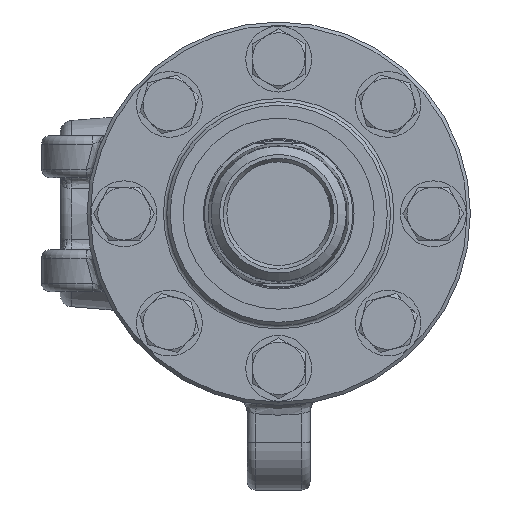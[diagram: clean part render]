
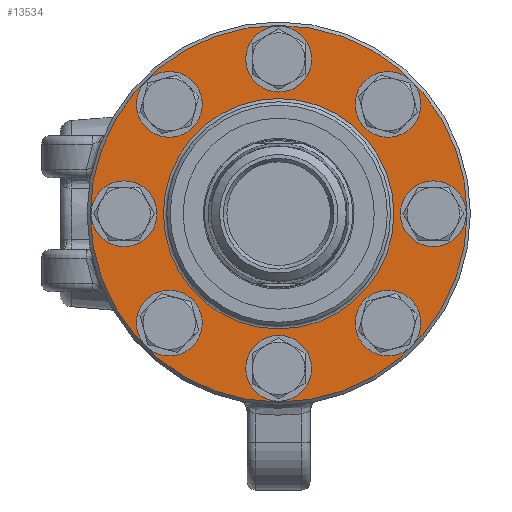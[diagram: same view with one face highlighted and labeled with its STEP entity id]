
A CAD part, left-side view. The second image highlights one B-rep face of the part: STEP entity #13534.
In plain terms, the highlighted planar face has unit normal (-1, 0, 0).
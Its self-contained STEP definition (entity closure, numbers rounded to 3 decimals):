
#2909=FACE_BOUND('',#3921,.T.);
#2910=FACE_BOUND('',#3922,.T.);
#2911=FACE_BOUND('',#3923,.T.);
#2912=FACE_BOUND('',#3924,.T.);
#2913=FACE_BOUND('',#3925,.T.);
#2914=FACE_BOUND('',#3926,.T.);
#2915=FACE_BOUND('',#3927,.T.);
#2916=FACE_BOUND('',#3928,.T.);
#2917=FACE_BOUND('',#3929,.T.);
#3084=FACE_OUTER_BOUND('',#3920,.T.);
#3920=EDGE_LOOP('',(#8950));
#3921=EDGE_LOOP('',(#8951));
#3922=EDGE_LOOP('',(#8952));
#3923=EDGE_LOOP('',(#8953));
#3924=EDGE_LOOP('',(#8954));
#3925=EDGE_LOOP('',(#8955,#8956));
#3926=EDGE_LOOP('',(#8957));
#3927=EDGE_LOOP('',(#8958));
#3928=EDGE_LOOP('',(#8959));
#3929=EDGE_LOOP('',(#8960));
#4839=CIRCLE('',#14524,7.938);
#4840=CIRCLE('',#14526,45.45);
#4841=CIRCLE('',#14527,7.938);
#4842=CIRCLE('',#14528,7.938);
#4843=CIRCLE('',#14529,7.938);
#4844=CIRCLE('',#14530,7.938);
#4845=CIRCLE('',#14531,27.8);
#4846=CIRCLE('',#14532,27.8);
#4847=CIRCLE('',#14533,7.938);
#4848=CIRCLE('',#14534,7.938);
#4849=CIRCLE('',#14535,7.938);
#5355=VERTEX_POINT('',#19218);
#5356=VERTEX_POINT('',#19222);
#5357=VERTEX_POINT('',#19224);
#5358=VERTEX_POINT('',#19226);
#5359=VERTEX_POINT('',#19228);
#5360=VERTEX_POINT('',#19230);
#5361=VERTEX_POINT('',#19232);
#5362=VERTEX_POINT('',#19233);
#5363=VERTEX_POINT('',#19236);
#5364=VERTEX_POINT('',#19238);
#5365=VERTEX_POINT('',#19240);
#6726=EDGE_CURVE('',#5355,#5355,#4839,.T.);
#6728=EDGE_CURVE('',#5356,#5356,#4840,.T.);
#6729=EDGE_CURVE('',#5357,#5357,#4841,.T.);
#6730=EDGE_CURVE('',#5358,#5358,#4842,.T.);
#6731=EDGE_CURVE('',#5359,#5359,#4843,.T.);
#6732=EDGE_CURVE('',#5360,#5360,#4844,.T.);
#6733=EDGE_CURVE('',#5361,#5362,#4845,.T.);
#6734=EDGE_CURVE('',#5362,#5361,#4846,.T.);
#6735=EDGE_CURVE('',#5363,#5363,#4847,.T.);
#6736=EDGE_CURVE('',#5364,#5364,#4848,.T.);
#6737=EDGE_CURVE('',#5365,#5365,#4849,.T.);
#8950=ORIENTED_EDGE('',*,*,#6728,.F.);
#8951=ORIENTED_EDGE('',*,*,#6729,.T.);
#8952=ORIENTED_EDGE('',*,*,#6730,.T.);
#8953=ORIENTED_EDGE('',*,*,#6731,.T.);
#8954=ORIENTED_EDGE('',*,*,#6732,.T.);
#8955=ORIENTED_EDGE('',*,*,#6733,.F.);
#8956=ORIENTED_EDGE('',*,*,#6734,.F.);
#8957=ORIENTED_EDGE('',*,*,#6735,.T.);
#8958=ORIENTED_EDGE('',*,*,#6736,.T.);
#8959=ORIENTED_EDGE('',*,*,#6737,.T.);
#8960=ORIENTED_EDGE('',*,*,#6726,.T.);
#12579=PLANE('',#14525);
#13534=ADVANCED_FACE('',(#3084,#2909,#2910,#2911,#2912,#2913,#2914,#2915,
#2916,#2917),#12579,.T.);
#14524=AXIS2_PLACEMENT_3D('',#19219,#16022,#16023);
#14525=AXIS2_PLACEMENT_3D('',#19221,#16025,#16026);
#14526=AXIS2_PLACEMENT_3D('',#19223,#16027,#16028);
#14527=AXIS2_PLACEMENT_3D('',#19225,#16029,#16030);
#14528=AXIS2_PLACEMENT_3D('',#19227,#16031,#16032);
#14529=AXIS2_PLACEMENT_3D('',#19229,#16033,#16034);
#14530=AXIS2_PLACEMENT_3D('',#19231,#16035,#16036);
#14531=AXIS2_PLACEMENT_3D('',#19234,#16037,#16038);
#14532=AXIS2_PLACEMENT_3D('',#19235,#16039,#16040);
#14533=AXIS2_PLACEMENT_3D('',#19237,#16041,#16042);
#14534=AXIS2_PLACEMENT_3D('',#19239,#16043,#16044);
#14535=AXIS2_PLACEMENT_3D('',#19241,#16045,#16046);
#16022=DIRECTION('center_axis',(1.,0.,0.));
#16023=DIRECTION('ref_axis',(0.,-0.707,0.707));
#16025=DIRECTION('center_axis',(-1.,0.,0.));
#16026=DIRECTION('ref_axis',(0.,0.,
-1.));
#16027=DIRECTION('center_axis',(1.,0.,0.));
#16028=DIRECTION('ref_axis',(0.,1.,0.));
#16029=DIRECTION('center_axis',(1.,0.,0.));
#16030=DIRECTION('ref_axis',(0.,0.,
1.));
#16031=DIRECTION('center_axis',(1.,0.,0.));
#16032=DIRECTION('ref_axis',(0.,1.,0.));
#16033=DIRECTION('center_axis',(1.,0.,0.));
#16034=DIRECTION('ref_axis',(0.,0.,
-1.));
#16035=DIRECTION('center_axis',(1.,0.,0.));
#16036=DIRECTION('ref_axis',(0.,-1.,0.));
#16037=DIRECTION('center_axis',(-1.,0.,0.));
#16038=DIRECTION('ref_axis',(0.,1.,0.));
#16039=DIRECTION('center_axis',(-1.,0.,0.));
#16040=DIRECTION('ref_axis',(0.,1.,0.));
#16041=DIRECTION('center_axis',(1.,0.,0.));
#16042=DIRECTION('ref_axis',(0.,-0.707,-0.707));
#16043=DIRECTION('center_axis',(1.,0.,0.));
#16044=DIRECTION('ref_axis',(0.,0.707,-0.707));
#16045=DIRECTION('center_axis',(1.,0.,0.));
#16046=DIRECTION('ref_axis',(0.,0.707,0.707));
#19218=CARTESIAN_POINT('',(-8.76,31.988,-31.988));
#19219=CARTESIAN_POINT('Origin',(-8.76,26.375,-26.375));
#19221=CARTESIAN_POINT('Origin',(-8.76,-46.25,0.));
#19222=CARTESIAN_POINT('',(-8.76,-45.45,0.));
#19223=CARTESIAN_POINT('Origin',(-8.76,0.,
0.));
#19224=CARTESIAN_POINT('',(-8.76,0.,-45.238));
#19225=CARTESIAN_POINT('Origin',(-8.76,0.,
-37.3));
#19226=CARTESIAN_POINT('',(-8.76,-45.238,0.));
#19227=CARTESIAN_POINT('Origin',(-8.76,-37.3,0.));
#19228=CARTESIAN_POINT('',(-8.76,0.,45.238));
#19229=CARTESIAN_POINT('Origin',(-8.76,0.,
37.3));
#19230=CARTESIAN_POINT('',(-8.76,45.238,0.));
#19231=CARTESIAN_POINT('Origin',(-8.76,37.3,0.));
#19232=CARTESIAN_POINT('',(-8.76,-27.8,0.));
#19233=CARTESIAN_POINT('',(-8.76,0.,-27.8));
#19234=CARTESIAN_POINT('Origin',(-8.76,0.,
0.));
#19235=CARTESIAN_POINT('Origin',(-8.76,0.,
0.));
#19236=CARTESIAN_POINT('',(-8.76,31.988,31.988));
#19237=CARTESIAN_POINT('Origin',(-8.76,26.375,26.375));
#19238=CARTESIAN_POINT('',(-8.76,-31.988,31.988));
#19239=CARTESIAN_POINT('Origin',(-8.76,-26.375,26.375));
#19240=CARTESIAN_POINT('',(-8.76,-31.988,-31.988));
#19241=CARTESIAN_POINT('Origin',(-8.76,-26.375,-26.375));
